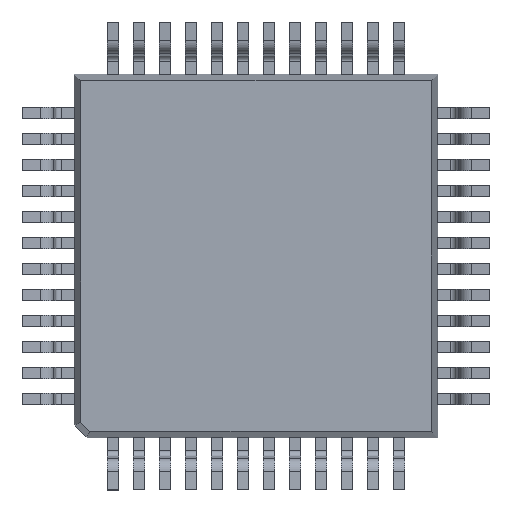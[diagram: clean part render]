
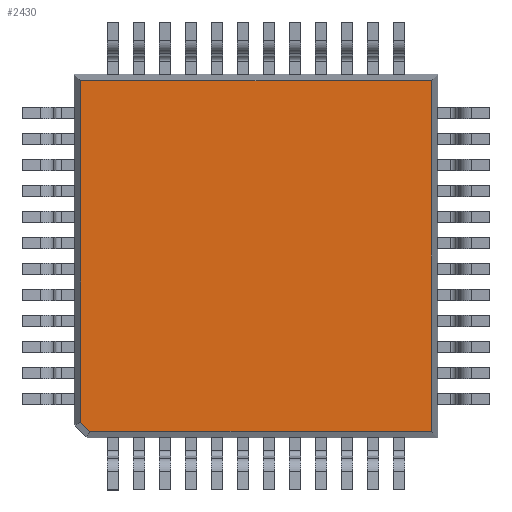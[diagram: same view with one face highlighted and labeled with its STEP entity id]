
A CAD part, front view. The second image highlights one B-rep face of the part: STEP entity #2430.
In plain terms, the highlighted planar face has unit normal (0, -1, 0).
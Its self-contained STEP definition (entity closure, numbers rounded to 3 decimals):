
#25 = CARTESIAN_POINT ( 'NONE',  ( -3.285, 0.15, -3.285 ) ) ;
#663 = EDGE_CURVE ( 'NONE', #5413, #14559, #4924, .T. ) ;
#813 = EDGE_CURVE ( 'NONE', #4107, #5413, #15986, .T. ) ;
#892 = VECTOR ( 'NONE', #6008, 1000. ) ;
#984 = LINE ( 'NONE', #20706, #892 ) ;
#1219 = ORIENTED_EDGE ( 'NONE', *, *, #1690, .T. ) ;
#1544 = DIRECTION ( 'NONE',  ( 0., -1., 0. ) ) ;
#1690 = EDGE_CURVE ( 'NONE', #5467, #4107, #984, .T. ) ;
#2430 = ADVANCED_FACE ( 'NONE', ( #19624 ), #21043, .T. ) ;
#2497 = LINE ( 'NONE', #16594, #10544 ) ;
#4107 = VERTEX_POINT ( 'NONE', #20099 ) ;
#4924 = LINE ( 'NONE', #8669, #9832 ) ;
#5046 = DIRECTION ( 'NONE',  ( 0., 0., -1. ) ) ;
#5413 = VERTEX_POINT ( 'NONE', #22619 ) ;
#5467 = VERTEX_POINT ( 'NONE', #17124 ) ;
#6008 = DIRECTION ( 'NONE',  ( 0., 0., -1. ) ) ;
#8669 = CARTESIAN_POINT ( 'NONE',  ( 0., 0.15, -3.372 ) ) ;
#8892 = CARTESIAN_POINT ( 'NONE',  ( 0., 0.15, 0. ) ) ;
#9832 = VECTOR ( 'NONE', #17379, 1000. ) ;
#9850 = AXIS2_PLACEMENT_3D ( 'NONE', #8892, #1544, #5046 ) ;
#9853 = VECTOR ( 'NONE', #14266, 1000. ) ;
#10544 = VECTOR ( 'NONE', #19769, 1000. ) ;
#10556 = EDGE_CURVE ( 'NONE', #14559, #20961, #22839, .T. ) ;
#11251 = ORIENTED_EDGE ( 'NONE', *, *, #15930, .T. ) ;
#12020 = ORIENTED_EDGE ( 'NONE', *, *, #813, .T. ) ;
#13674 = CARTESIAN_POINT ( 'NONE',  ( 3.372, 0.15, -3.372 ) ) ;
#13755 = CARTESIAN_POINT ( 'NONE',  ( 3.372, 0.15, 0. ) ) ;
#13799 = ORIENTED_EDGE ( 'NONE', *, *, #10556, .T. ) ;
#14187 = CARTESIAN_POINT ( 'NONE',  ( 3.372, 0.15, 3.372 ) ) ;
#14266 = DIRECTION ( 'NONE',  ( 0.707, 0., -0.707 ) ) ;
#14376 = VECTOR ( 'NONE', #20886, 1000. ) ;
#14557 = ORIENTED_EDGE ( 'NONE', *, *, #663, .T. ) ;
#14559 = VERTEX_POINT ( 'NONE', #13674 ) ;
#15930 = EDGE_CURVE ( 'NONE', #20961, #5467, #2497, .T. ) ;
#15986 = LINE ( 'NONE', #25, #9853 ) ;
#16594 = CARTESIAN_POINT ( 'NONE',  ( 0., 0.15, 3.372 ) ) ;
#17124 = CARTESIAN_POINT ( 'NONE',  ( -3.372, 0.15, 3.372 ) ) ;
#17379 = DIRECTION ( 'NONE',  ( 1., 0., 0. ) ) ;
#19624 = FACE_OUTER_BOUND ( 'NONE', #20033, .T. ) ;
#19769 = DIRECTION ( 'NONE',  ( -1., 0., 0. ) ) ;
#20033 = EDGE_LOOP ( 'NONE', ( #12020, #14557, #13799, #11251, #1219 ) ) ;
#20099 = CARTESIAN_POINT ( 'NONE',  ( -3.372, 0.15, -3.197 ) ) ;
#20706 = CARTESIAN_POINT ( 'NONE',  ( -3.372, 0.15, 0. ) ) ;
#20886 = DIRECTION ( 'NONE',  ( 0., 0., 1. ) ) ;
#20961 = VERTEX_POINT ( 'NONE', #14187 ) ;
#21043 = PLANE ( 'NONE',  #9850 ) ;
#22619 = CARTESIAN_POINT ( 'NONE',  ( -3.197, 0.15, -3.372 ) ) ;
#22839 = LINE ( 'NONE', #13755, #14376 ) ;
